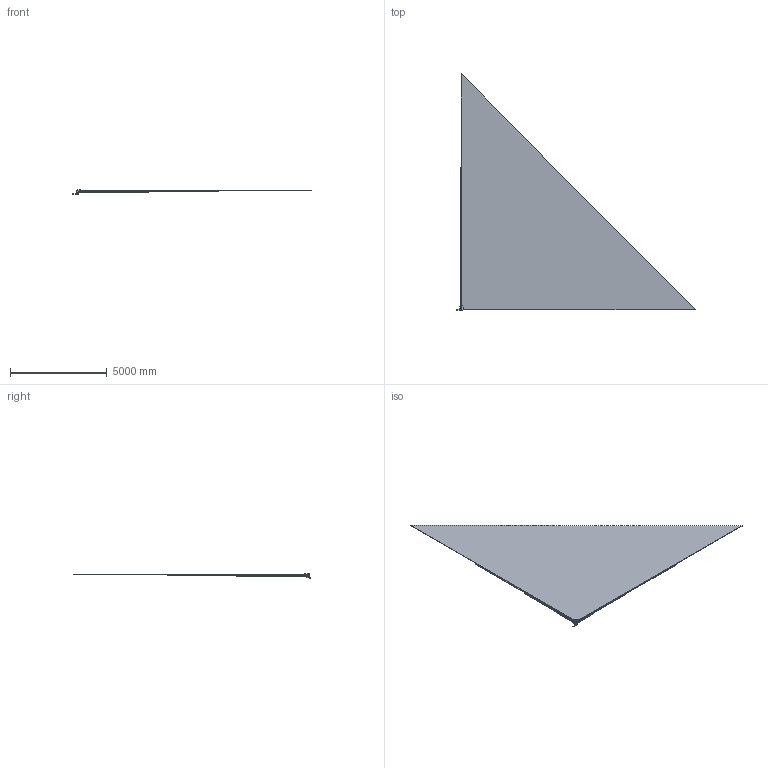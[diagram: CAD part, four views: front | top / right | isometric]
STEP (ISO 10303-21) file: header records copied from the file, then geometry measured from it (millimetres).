
FILE_DESCRIPTION(('Open CASCADE Model'),'2;1');
FILE_NAME('Open CASCADE Shape Model','2024-05-30T14:11:34',('Author'),( 'Open CASCADE'),'Open CASCADE STEP processor 7.7','Open CASCADE 7.7' ,'Unknown');
FILE_SCHEMA(('AUTOMOTIVE_DESIGN { 1 0 10303 214 1 1 1 1 }'));
Length unit declared in the file: millimetre
Products named in the file (3): Open CASCADE STEP translator 7.7 44; Open CASCADE STEP translator 7.7 44.1; Open CASCADE STEP translator 7.7 44.2
Assembly tree (2 placements, depth 2):
  Open CASCADE STEP translator 7.7 44
    Open CASCADE STEP translator 7.7 44.1
    Open CASCADE STEP translator 7.7 44.2
Bounding box: 12300 x 12175 x 230 mm (x, y, z)
Volume: 2158275000 mm3; surface area: 217446338.3 mm2
Topology: 2 solids, 2 shells, 42 faces, 110 edges, 72 vertices
Faces by surface type: plane 42
Entity records: 2736 total; most frequent: CARTESIAN_POINT 447, DIRECTION 420, LINE 330, VECTOR 330, ORIENTED_EDGE 220, PCURVE 220, DEFINITIONAL_REPRESENTATION 220, EDGE_CURVE 110
